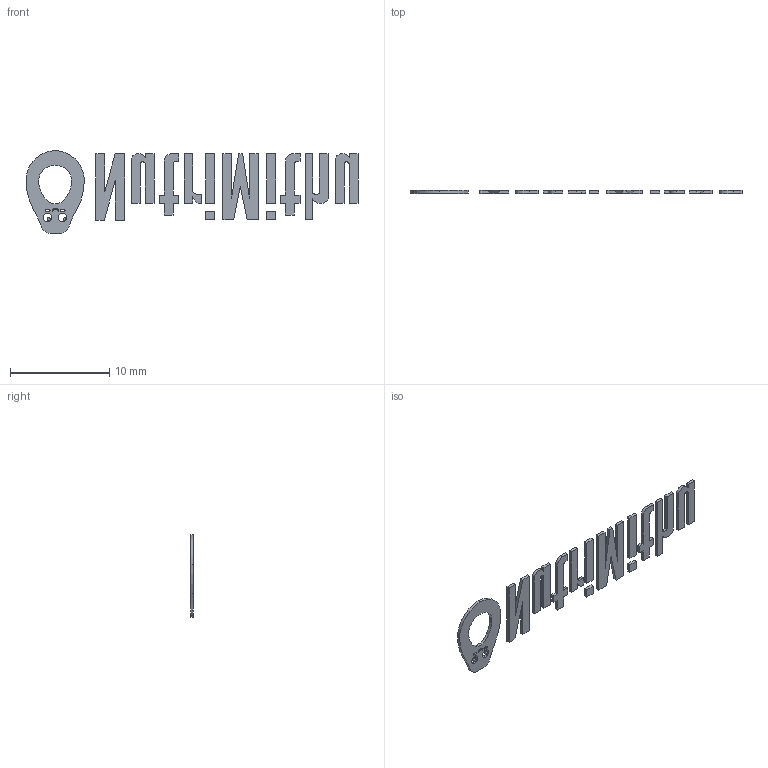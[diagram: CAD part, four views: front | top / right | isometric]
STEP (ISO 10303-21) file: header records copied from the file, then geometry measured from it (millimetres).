
FILE_DESCRIPTION (( 'STEP AP214' ), '1' );
FILE_NAME ('logo2.STEP', '2025-04-18T14:29:27', ( '' ), ( '' ), 'SwSTEP 2.0', 'SolidWorks 2020', '' );
FILE_SCHEMA (( 'AUTOMOTIVE_DESIGN' ));
Length unit declared in the file: millimetre
Products named in the file (1): logo2
Bounding box: 33.41 x 0.3 x 8.33 mm (x, y, z)
Volume: 34.9 mm3; surface area: 314.3 mm2
Topology: 15 solids, 15 shells, 173 faces, 429 edges, 286 vertices
Faces by surface type: plane 131, cylinder 38, bspline 4
Entity records: 5295 total; most frequent: CARTESIAN_POINT 941, ORIENTED_EDGE 858, DIRECTION 837, EDGE_CURVE 429, VECTOR 345, LINE 345, VERTEX_POINT 286, AXIS2_PLACEMENT_3D 246
